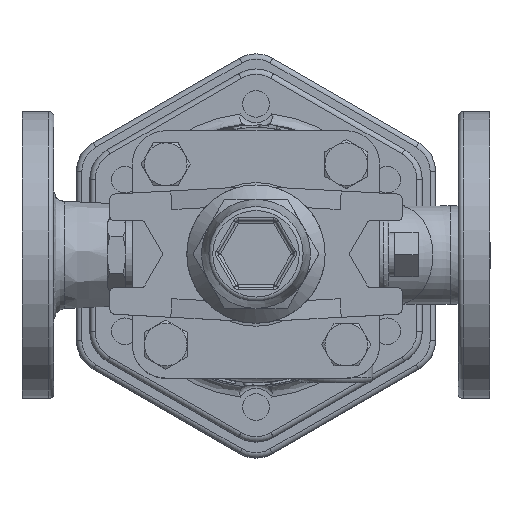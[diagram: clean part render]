
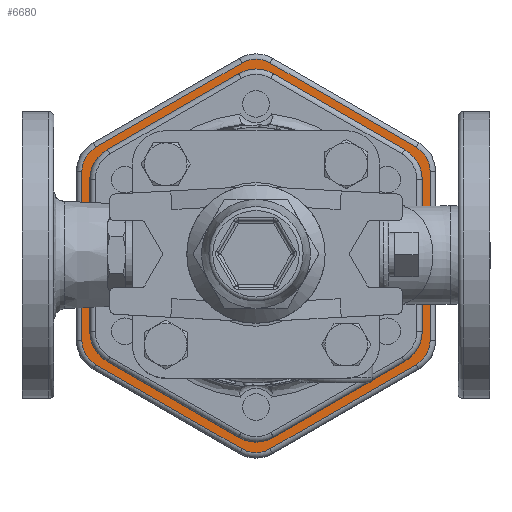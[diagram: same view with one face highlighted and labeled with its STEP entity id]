
A CAD part, top view. The second image highlights one B-rep face of the part: STEP entity #6680.
In plain terms, the highlighted planar face has unit normal (0, 0, 1).
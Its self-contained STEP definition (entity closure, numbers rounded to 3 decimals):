
#252=CARTESIAN_POINT('',(-57.493,-27.42,-79.5));
#253=VERTEX_POINT('',#252);
#254=CARTESIAN_POINT('',(-54.993,-31.75,-79.5));
#255=DIRECTION('',(0.0,0.0,-1.0));
#256=DIRECTION('',(0.5,-0.866,0.0));
#257=AXIS2_PLACEMENT_3D('',#254,#255,#256);
#258=CIRCLE('',#257,5.0);
#259=EDGE_CURVE('',#253,#253,#258,.T.);
#317=CARTESIAN_POINT('',(-52.493,36.08,-79.5));
#318=VERTEX_POINT('',#317);
#319=CARTESIAN_POINT('',(-54.993,31.75,-79.5));
#320=DIRECTION('',(0.0,0.0,-1.0));
#321=DIRECTION('',(-0.5,-0.866,0.0));
#322=AXIS2_PLACEMENT_3D('',#319,#320,#321);
#323=CIRCLE('',#322,5.0);
#324=EDGE_CURVE('',#318,#318,#323,.T.);
#382=CARTESIAN_POINT('',(5.,63.5,-79.5));
#383=VERTEX_POINT('',#382);
#384=CARTESIAN_POINT('',(0.,63.5,-79.5));
#385=DIRECTION('',(0.0,0.0,-1.0));
#386=DIRECTION('',(-1.0,0.0,0.0));
#387=AXIS2_PLACEMENT_3D('',#384,#385,#386);
#388=CIRCLE('',#387,5.0);
#389=EDGE_CURVE('',#383,#383,#388,.T.);
#447=CARTESIAN_POINT('',(57.493,27.42,-79.5));
#448=VERTEX_POINT('',#447);
#449=CARTESIAN_POINT('',(54.993,31.75,-79.5));
#450=DIRECTION('',(0.0,0.0,-1.));
#451=DIRECTION('',(-0.5,0.866,0.0));
#452=AXIS2_PLACEMENT_3D('',#449,#450,#451);
#453=CIRCLE('',#452,5.0);
#454=EDGE_CURVE('',#448,#448,#453,.T.);
#512=CARTESIAN_POINT('',(52.493,-36.08,-79.5));
#513=VERTEX_POINT('',#512);
#514=CARTESIAN_POINT('',(54.993,-31.75,-79.5));
#515=DIRECTION('',(0.0,0.0,-1.0));
#516=DIRECTION('',(0.5,0.866,0.0));
#517=AXIS2_PLACEMENT_3D('',#514,#515,#516);
#518=CIRCLE('',#517,5.0);
#519=EDGE_CURVE('',#513,#513,#518,.T.);
#577=CARTESIAN_POINT('',(-5.,-63.5,-79.5));
#578=VERTEX_POINT('',#577);
#579=CARTESIAN_POINT('',(0.,-63.5,-79.5));
#580=DIRECTION('',(0.0,0.0,-1.0));
#581=DIRECTION('',(1.0,0.0,0.0));
#582=AXIS2_PLACEMENT_3D('',#579,#580,#581);
#583=CIRCLE('',#582,5.0);
#584=EDGE_CURVE('',#578,#578,#583,.T.);
#6542=CARTESIAN_POINT('',(0.,0.,-79.5));
#6543=DIRECTION('',(0.0,0.0,1.0));
#6544=DIRECTION('',(1.0,0.0,0.0));
#6545=AXIS2_PLACEMENT_3D('',#6542,#6543,#6544);
#6546=PLANE('',#6545);
#6547=CARTESIAN_POINT('',(5.254,-72.6,-79.5));
#6548=VERTEX_POINT('',#6547);
#6549=CARTESIAN_POINT('',(-5.254,-72.6,-79.5));
#6550=VERTEX_POINT('',#6549);
#6551=CARTESIAN_POINT('',(0.,-63.5,-79.5));
#6552=DIRECTION('',(0.0,0.0,-1.0));
#6553=DIRECTION('',(0.0,-1.0,0.0));
#6554=AXIS2_PLACEMENT_3D('',#6551,#6552,#6553);
#6555=CIRCLE('',#6554,10.507);
#6556=EDGE_CURVE('',#6548,#6550,#6555,.T.);
#6557=ORIENTED_EDGE('',*,*,#6556,.F.);
#6558=CARTESIAN_POINT('',(60.246,-40.85,-79.5));
#6559=VERTEX_POINT('',#6558);
#6560=CARTESIAN_POINT('',(60.246,-40.85,-79.5));
#6561=DIRECTION('',(-0.866,-0.5,0.));
#6562=VECTOR('',#6561,63.5);
#6563=LINE('',#6560,#6562);
#6564=EDGE_CURVE('',#6559,#6548,#6563,.T.);
#6565=ORIENTED_EDGE('',*,*,#6564,.F.);
#6566=CARTESIAN_POINT('',(65.5,-31.75,-79.5));
#6567=VERTEX_POINT('',#6566);
#6568=CARTESIAN_POINT('',(54.993,-31.75,-79.5));
#6569=DIRECTION('',(0.,0.,-1.0));
#6570=DIRECTION('',(0.866,-0.5,0.));
#6571=AXIS2_PLACEMENT_3D('',#6568,#6569,#6570);
#6572=CIRCLE('',#6571,10.507);
#6573=EDGE_CURVE('',#6567,#6559,#6572,.T.);
#6574=ORIENTED_EDGE('',*,*,#6573,.F.);
#6575=CARTESIAN_POINT('',(65.5,31.75,-79.5));
#6576=VERTEX_POINT('',#6575);
#6577=CARTESIAN_POINT('',(65.5,31.75,-79.5));
#6578=DIRECTION('',(0.0,-1.0,0.0));
#6579=VECTOR('',#6578,63.5);
#6580=LINE('',#6577,#6579);
#6581=EDGE_CURVE('',#6576,#6567,#6580,.T.);
#6582=ORIENTED_EDGE('',*,*,#6581,.F.);
#6583=CARTESIAN_POINT('',(60.246,40.85,-79.5));
#6584=VERTEX_POINT('',#6583);
#6585=CARTESIAN_POINT('',(54.993,31.75,-79.5));
#6586=DIRECTION('',(0.,0.,-1.));
#6587=DIRECTION('',(0.866,0.5,0.));
#6588=AXIS2_PLACEMENT_3D('',#6585,#6586,#6587);
#6589=CIRCLE('',#6588,10.507);
#6590=EDGE_CURVE('',#6584,#6576,#6589,.T.);
#6591=ORIENTED_EDGE('',*,*,#6590,.F.);
#6592=CARTESIAN_POINT('',(5.254,72.6,-79.5));
#6593=VERTEX_POINT('',#6592);
#6594=CARTESIAN_POINT('',(5.254,72.6,-79.5));
#6595=DIRECTION('',(0.866,-0.5,0.));
#6596=VECTOR('',#6595,63.5);
#6597=LINE('',#6594,#6596);
#6598=EDGE_CURVE('',#6593,#6584,#6597,.T.);
#6599=ORIENTED_EDGE('',*,*,#6598,.F.);
#6600=CARTESIAN_POINT('',(-5.254,72.6,-79.5));
#6601=VERTEX_POINT('',#6600);
#6602=CARTESIAN_POINT('',(0.,63.5,-79.5));
#6603=DIRECTION('',(0.0,0.0,-1.0));
#6604=DIRECTION('',(0.0,1.0,0.0));
#6605=AXIS2_PLACEMENT_3D('',#6602,#6603,#6604);
#6606=CIRCLE('',#6605,10.507);
#6607=EDGE_CURVE('',#6601,#6593,#6606,.T.);
#6608=ORIENTED_EDGE('',*,*,#6607,.F.);
#6609=CARTESIAN_POINT('',(-60.246,40.85,-79.5));
#6610=VERTEX_POINT('',#6609);
#6611=CARTESIAN_POINT('',(-60.246,40.85,-79.5));
#6612=DIRECTION('',(0.866,0.5,0.));
#6613=VECTOR('',#6612,63.5);
#6614=LINE('',#6611,#6613);
#6615=EDGE_CURVE('',#6610,#6601,#6614,.T.);
#6616=ORIENTED_EDGE('',*,*,#6615,.F.);
#6617=CARTESIAN_POINT('',(-65.5,31.75,-79.5));
#6618=VERTEX_POINT('',#6617);
#6619=CARTESIAN_POINT('',(-54.993,31.75,-79.5));
#6620=DIRECTION('',(0.,0.,-1.0));
#6621=DIRECTION('',(-0.866,0.5,0.));
#6622=AXIS2_PLACEMENT_3D('',#6619,#6620,#6621);
#6623=CIRCLE('',#6622,10.507);
#6624=EDGE_CURVE('',#6618,#6610,#6623,.T.);
#6625=ORIENTED_EDGE('',*,*,#6624,.F.);
#6626=CARTESIAN_POINT('',(-65.5,-31.75,-79.5));
#6627=VERTEX_POINT('',#6626);
#6628=CARTESIAN_POINT('',(-65.5,-31.75,-79.5));
#6629=DIRECTION('',(0.0,1.0,0.0));
#6630=VECTOR('',#6629,63.5);
#6631=LINE('',#6628,#6630);
#6632=EDGE_CURVE('',#6627,#6618,#6631,.T.);
#6633=ORIENTED_EDGE('',*,*,#6632,.F.);
#6634=CARTESIAN_POINT('',(-60.246,-40.85,-79.5));
#6635=VERTEX_POINT('',#6634);
#6636=CARTESIAN_POINT('',(-54.993,-31.75,-79.5));
#6637=DIRECTION('',(0.,0.,-1.));
#6638=DIRECTION('',(-0.866,-0.5,0.));
#6639=AXIS2_PLACEMENT_3D('',#6636,#6637,#6638);
#6640=CIRCLE('',#6639,10.507);
#6641=EDGE_CURVE('',#6635,#6627,#6640,.T.);
#6642=ORIENTED_EDGE('',*,*,#6641,.F.);
#6643=CARTESIAN_POINT('',(-5.254,-72.6,-79.5));
#6644=DIRECTION('',(-0.866,0.5,0.));
#6645=VECTOR('',#6644,63.5);
#6646=LINE('',#6643,#6645);
#6647=EDGE_CURVE('',#6550,#6635,#6646,.T.);
#6648=ORIENTED_EDGE('',*,*,#6647,.F.);
#6649=EDGE_LOOP('',(#6557,#6565,#6574,#6582,#6591,#6599,#6608,#6616,#6625,#6633,#6642,#6648));
#6650=FACE_OUTER_BOUND('',#6649,.T.);
#6651=ORIENTED_EDGE('',*,*,#259,.T.);
#6652=EDGE_LOOP('',(#6651));
#6653=FACE_BOUND('',#6652,.T.);
#6654=ORIENTED_EDGE('',*,*,#324,.T.);
#6655=EDGE_LOOP('',(#6654));
#6656=FACE_BOUND('',#6655,.T.);
#6657=ORIENTED_EDGE('',*,*,#389,.T.);
#6658=EDGE_LOOP('',(#6657));
#6659=FACE_BOUND('',#6658,.T.);
#6660=ORIENTED_EDGE('',*,*,#454,.T.);
#6661=EDGE_LOOP('',(#6660));
#6662=FACE_BOUND('',#6661,.T.);
#6663=ORIENTED_EDGE('',*,*,#519,.T.);
#6664=EDGE_LOOP('',(#6663));
#6665=FACE_BOUND('',#6664,.T.);
#6666=ORIENTED_EDGE('',*,*,#584,.T.);
#6667=EDGE_LOOP('',(#6666));
#6668=FACE_BOUND('',#6667,.T.);
#6669=CARTESIAN_POINT('',(55.069,0.,-79.5));
#6670=VERTEX_POINT('',#6669);
#6671=CARTESIAN_POINT('',(0.,0.,-79.5));
#6672=DIRECTION('',(0.0,0.0,1.0));
#6673=DIRECTION('',(-1.0,0.0,0.0));
#6674=AXIS2_PLACEMENT_3D('',#6671,#6672,#6673);
#6675=CIRCLE('',#6674,55.069);
#6676=EDGE_CURVE('',#6670,#6670,#6675,.T.);
#6677=ORIENTED_EDGE('',*,*,#6676,.F.);
#6678=EDGE_LOOP('',(#6677));
#6679=FACE_BOUND('',#6678,.T.);
#6680=ADVANCED_FACE('',(#6650,#6653,#6656,#6659,#6662,#6665,#6668,#6679),#6546,.T.);
